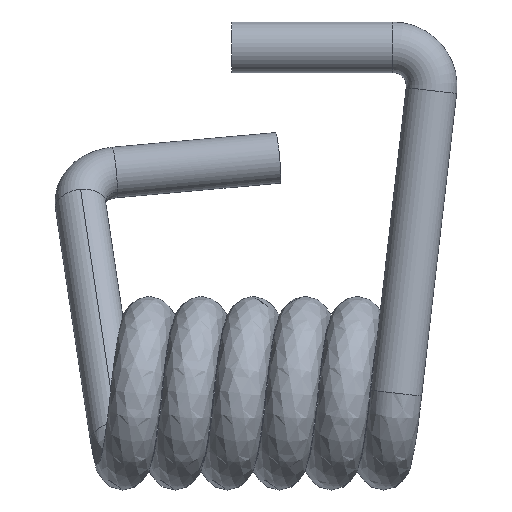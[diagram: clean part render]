
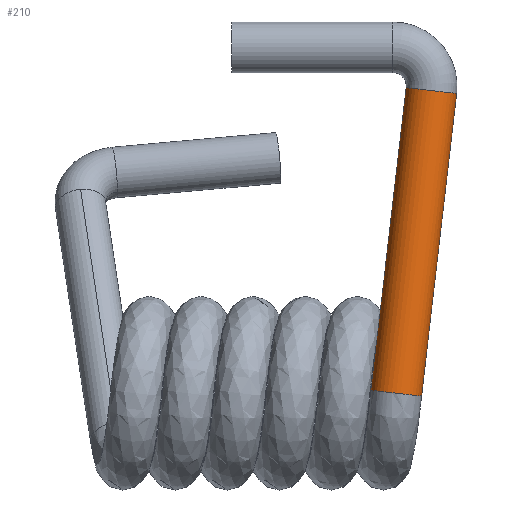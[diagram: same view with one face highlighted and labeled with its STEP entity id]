
A CAD part, front view. The second image highlights one B-rep face of the part: STEP entity #210.
In plain terms, the highlighted cylindrical face has radius 0.5 mm (diameter 1 mm), a partial arc.
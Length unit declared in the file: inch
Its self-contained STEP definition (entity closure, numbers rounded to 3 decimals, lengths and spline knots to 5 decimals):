
#28 = VERTEX_POINT ( 'NONE', #1650 ) ;
#46 = CARTESIAN_POINT ( 'NONE',  ( -0.01955, -0.05538, 0.00227 ) ) ;
#70 = CARTESIAN_POINT ( 'NONE',  ( 0.04678, -0.05538, 0.23238 ) ) ;
#125 = CARTESIAN_POINT ( 'NONE',  ( 0.00767, -0.05538, 0.23692 ) ) ;
#150 = EDGE_LOOP ( 'NONE', ( #185, #1088, #1170, #357 ) ) ;
#164 = CIRCLE ( 'NONE', #373, 0.01969 ) ;
#185 = ORIENTED_EDGE ( 'NONE', *, *, #894, .F. ) ;
#186 = LINE ( 'NONE', #70, #922 ) ;
#210 = ADVANCED_FACE ( 'NONE', ( #1580 ), #410, .T. ) ;
#247 = CIRCLE ( 'NONE', #732, 0.01969 ) ;
#281 = DIRECTION ( 'NONE',  ( -0.115, 0., -0.993 ) ) ;
#300 = VERTEX_POINT ( 'NONE', #46 ) ;
#302 = DIRECTION ( 'NONE',  ( -0.993, 0., 0.115 ) ) ;
#341 = CARTESIAN_POINT ( 'NONE',  ( 0.04678, -0.05538, 0.23238 ) ) ;
#357 = ORIENTED_EDGE ( 'NONE', *, *, #1555, .T. ) ;
#373 = AXIS2_PLACEMENT_3D ( 'NONE', #1158, #1025, #524 ) ;
#406 = EDGE_CURVE ( 'NONE', #1351, #1322, #164, .T. ) ;
#410 = CYLINDRICAL_SURFACE ( 'NONE', #1247, 0.01969 ) ;
#427 = CARTESIAN_POINT ( 'NONE',  ( 0.02722, -0.05538, 0.23465 ) ) ;
#524 = DIRECTION ( 'NONE',  ( 0.993, 0., -0.115 ) ) ;
#621 = DIRECTION ( 'NONE',  ( 0.115, 0., 0.993 ) ) ;
#732 = AXIS2_PLACEMENT_3D ( 'NONE', #988, #621, #876 ) ;
#791 = CARTESIAN_POINT ( 'NONE',  ( 0.00767, -0.05538, 0.23692 ) ) ;
#876 = DIRECTION ( 'NONE',  ( 0.993, 0., -0.115 ) ) ;
#894 = EDGE_CURVE ( 'NONE', #1322, #28, #186, .T. ) ;
#922 = VECTOR ( 'NONE', #1496, 39.37008 ) ;
#988 = CARTESIAN_POINT ( 'NONE',  ( 0., -0.05538, 0. ) ) ;
#1025 = DIRECTION ( 'NONE',  ( 0.115, 0., 0.993 ) ) ;
#1088 = ORIENTED_EDGE ( 'NONE', *, *, #406, .F. ) ;
#1130 = EDGE_CURVE ( 'NONE', #1351, #300, #1441, .T. ) ;
#1158 = CARTESIAN_POINT ( 'NONE',  ( 0.02722, -0.05538, 0.23465 ) ) ;
#1170 = ORIENTED_EDGE ( 'NONE', *, *, #1130, .T. ) ;
#1223 = VECTOR ( 'NONE', #281, 39.37008 ) ;
#1247 = AXIS2_PLACEMENT_3D ( 'NONE', #427, #1462, #302 ) ;
#1322 = VERTEX_POINT ( 'NONE', #341 ) ;
#1351 = VERTEX_POINT ( 'NONE', #125 ) ;
#1441 = LINE ( 'NONE', #791, #1223 ) ;
#1462 = DIRECTION ( 'NONE',  ( -0.115, 0., -0.993 ) ) ;
#1496 = DIRECTION ( 'NONE',  ( -0.115, 0., -0.993 ) ) ;
#1555 = EDGE_CURVE ( 'NONE', #300, #28, #247, .T. ) ;
#1580 = FACE_OUTER_BOUND ( 'NONE', #150, .T. ) ;
#1650 = CARTESIAN_POINT ( 'NONE',  ( 0.01955, -0.05538, -0.00227 ) ) ;
